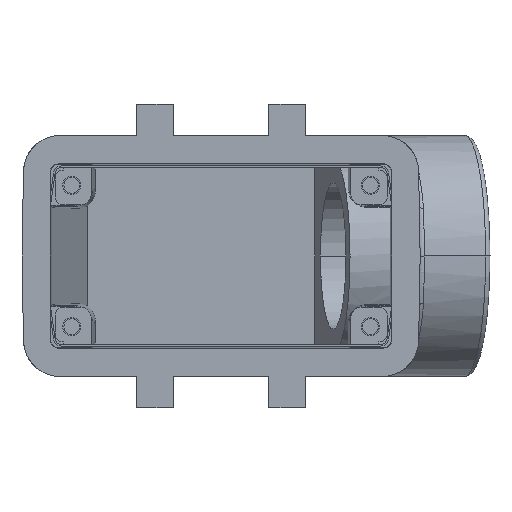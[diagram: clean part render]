
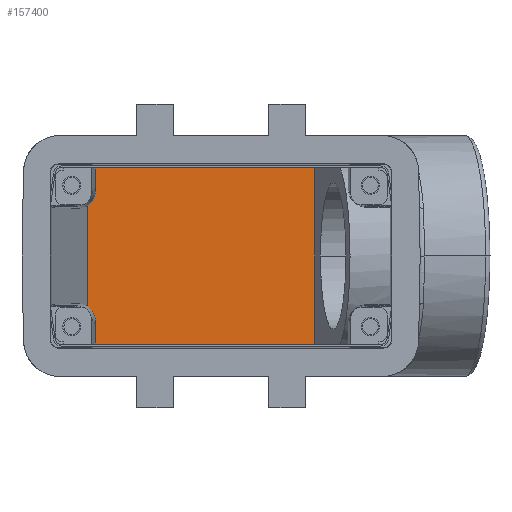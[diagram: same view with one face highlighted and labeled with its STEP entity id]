
A CAD part, front view. The second image highlights one B-rep face of the part: STEP entity #157400.
In plain terms, the highlighted face is planar.
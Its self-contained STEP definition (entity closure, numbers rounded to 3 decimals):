
#8910=CARTESIAN_POINT('',(-38.612,-90.1,-86.998
));
#8920=VERTEX_POINT('',#8910);
#9780=CARTESIAN_POINT('',(3.245,-90.1,
-86.998));
#9790=VERTEX_POINT('',#9780);
#9820=CARTESIAN_POINT('',(0.,-90.1,-86.998));
#9830=DIRECTION('',(1.,0.,0.));
#9840=VECTOR('',#9830,1.);
#9850=LINE('',#9820,#9840);
#9860=EDGE_CURVE('',#8920,#9790,#9850,.T.);
#18150=CARTESIAN_POINT('',(4.697,-90.1,
-79.66));
#18160=VERTEX_POINT('',#18150);
#18190=CARTESIAN_POINT('',(6.745,-90.1,
-82.498));
#18200=DIRECTION('',(0.,1.,0.));
#18210=DIRECTION('',(0.707,0.,
-0.707));
#18220=AXIS2_PLACEMENT_3D('',#18190,#18200,#18210);
#18230=ELLIPSE('',#18220,3.5,3.5);
#18240=CARTESIAN_POINT('',(3.245,-90.1,
-82.498));
#18250=VERTEX_POINT('',#18240);
#18260=EDGE_CURVE('',#18250,#18160,#18230,.T.);
#44420=CARTESIAN_POINT('',(4.697,-90.1,
-60.34));
#44430=VERTEX_POINT('',#44420);
#44460=CARTESIAN_POINT('',(4.697,-90.1,0.));
#44470=DIRECTION('',(0.,0.,1.));
#44480=VECTOR('',#44470,1.);
#44490=LINE('',#44460,#44480);
#44500=EDGE_CURVE('',#18160,#44430,#44490,.T.);
#46760=CARTESIAN_POINT('',(3.245,-90.1,-57.502)
);
#46770=VERTEX_POINT('',#46760);
#46850=CARTESIAN_POINT('',(3.245,-90.1,
-53.002));
#46860=VERTEX_POINT('',#46850);
#46890=CARTESIAN_POINT('',(3.245,-90.1,0.));
#46900=DIRECTION('',(0.,0.,1.));
#46910=VECTOR('',#46900,1.);
#46920=LINE('',#46890,#46910);
#46930=EDGE_CURVE('',#46770,#46860,#46920,.T.);
#48780=CARTESIAN_POINT('',(-38.612,-90.1,
-53.002));
#48790=VERTEX_POINT('',#48780);
#48820=CARTESIAN_POINT('',(0.,-90.1,-53.002));
#48830=DIRECTION('',(1.,0.,0.));
#48840=VECTOR('',#48830,1.);
#48850=LINE('',#48820,#48840);
#48860=EDGE_CURVE('',#48790,#46860,#48850,.T.);
#67180=CARTESIAN_POINT('',(6.745,-90.1,
-57.502));
#67190=DIRECTION('',(0.,1.,0.));
#67200=DIRECTION('',(0.707,0.,
0.707));
#67210=AXIS2_PLACEMENT_3D('',#67180,#67190,#67200);
#67220=ELLIPSE('',#67210,3.5,3.5);
#67230=EDGE_CURVE('',#44430,#46770,#67220,.T.);
#156260=CARTESIAN_POINT('',(3.245,-90.1,0.));
#156270=DIRECTION('',(0.,0.,1.));
#156280=VECTOR('',#156270,1.);
#156290=LINE('',#156260,#156280);
#156300=EDGE_CURVE('',#9790,#18250,#156290,.T.);
#157200=CARTESIAN_POINT('',(-14.253,-90.1,-70.));
#157210=DIRECTION('',(0.,1.,0.));
#157220=DIRECTION('',(1.,0.,0.));
#157230=AXIS2_PLACEMENT_3D('',#157200,#157210,#157220);
#157240=PLANE('',#157230);
#157250=ORIENTED_EDGE('',*,*,#44500,.F.);
#157260=ORIENTED_EDGE('',*,*,#67230,.F.);
#157270=ORIENTED_EDGE('',*,*,#46930,.F.);
#157280=ORIENTED_EDGE('',*,*,#48860,.T.);
#157290=CARTESIAN_POINT('',(-38.612,-90.1,0.));
#157300=DIRECTION('',(0.,0.,-1.));
#157310=VECTOR('',#157300,1.);
#157320=LINE('',#157290,#157310);
#157330=EDGE_CURVE('',#48790,#8920,#157320,.T.);
#157340=ORIENTED_EDGE('',*,*,#157330,.F.);
#157350=ORIENTED_EDGE('',*,*,#9860,.F.);
#157360=ORIENTED_EDGE('',*,*,#156300,.F.);
#157370=ORIENTED_EDGE('',*,*,#18260,.F.);
#157380=EDGE_LOOP('',(#157370,#157360,#157350,#157340,#157280,#157270,
#157260,#157250));
#157390=FACE_OUTER_BOUND('',#157380,.T.);
#157400=ADVANCED_FACE('',(#157390),#157240,.T.);
